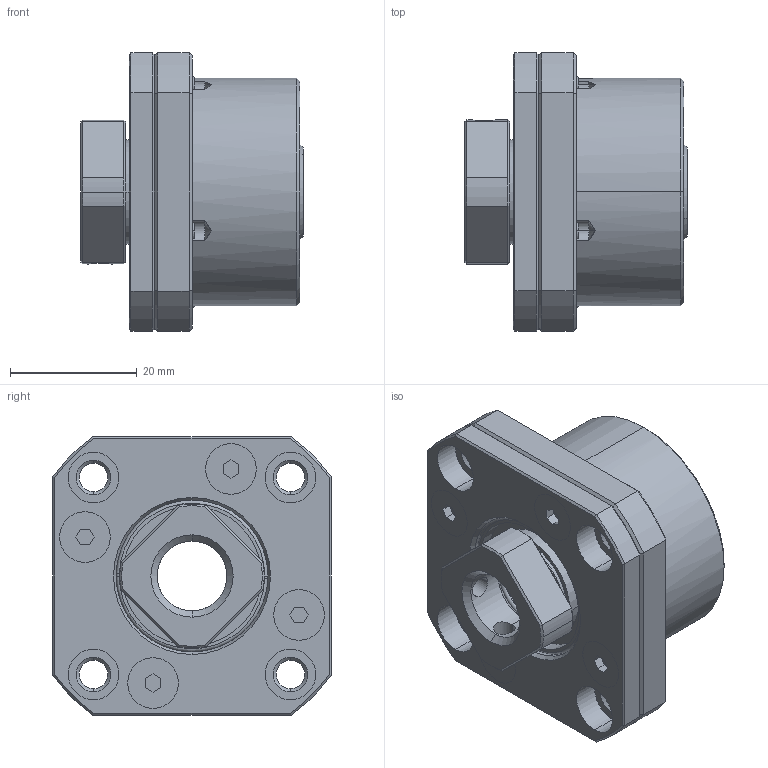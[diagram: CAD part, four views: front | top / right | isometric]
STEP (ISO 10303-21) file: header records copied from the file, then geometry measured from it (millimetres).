
FILE_DESCRIPTION(('HOOPS Exchange Step'),'2;1');
FILE_NAME('export-797CF40F-41CD-43E9-BAEA-ABAADEC97571.stp','2021-05-11T14:55:16+02:00',('Engineering'),('Alibre'),'HOOPS Exchange 2020.1','Alibre','Unknown authorisation');
FILE_SCHEMA( ('AP242_MANAGED_MODEL_BASED_3D_ENGINEERING_MIM_LF {1 0 10303 442 1 1 4 }') );
Length unit declared in the file: millimetre
Products named in the file (40): 3906-19 FK12 Fixed Ballscrew Support Units (C3 quality); 3906-15 FK12 Fixed Ballscrew Support Units (C3 quality); 3906-16 FK12 Fixed Ballscrew Support Units (C3 quality); 3906-29 FK12 Fixed Ballscrew Support Units (C3 quality); 3906-18 FK12 Fixed Ballscrew Support Units (C3 quality); 3906-32 FK12 Fixed Ballscrew Support Units (C3 quality); 3906-40 FK12 Fixed Ballscrew Support Units (C3 quality); 3906-9 FK12 Fixed Ballscrew Support Units (C3 quality); 3906-23 FK12 Fixed Ballscrew Support Units (C3 quality); 3906-1 FK12 Fixed Ballscrew Support Units (C3 quality); 3906-6 FK12 Fixed Ballscrew Support Units (C3 quality); 3906-20 FK12 Fixed Ballscrew Support Units (C3 quality); 3906-10 FK12 Fixed Ballscrew Support Units (C3 quality); 3906-39 FK12 Fixed Ballscrew Support Units (C3 quality); 3906-21 FK12 Fixed Ballscrew Support Units (C3 quality); 3906-37 FK12 Fixed Ballscrew Support Units (C3 quality); 3906-5 FK12 Fixed Ballscrew Support Units (C3 quality); 3906-17 FK12 Fixed Ballscrew Support Units (C3 quality); 3906-31 FK12 Fixed Ballscrew Support Units (C3 quality); 3906-30 FK12 Fixed Ballscrew Support Units (C3 quality); 3906-34 FK12 Fixed Ballscrew Support Units (C3 quality); 3906-8 FK12 Fixed Ballscrew Support Units (C3 quality); 3906-13 FK12 Fixed Ballscrew Support Units (C3 quality); 3906-14 FK12 Fixed Ballscrew Support Units (C3 quality); 3906-26 FK12 Fixed Ballscrew Support Units (C3 quality); 3906-35 FK12 Fixed Ballscrew Support Units (C3 quality); 3906-12 FK12 Fixed Ballscrew Support Units (C3 quality); 3906-27 FK12 Fixed Ballscrew Support Units (C3 quality); 3906-11 FK12 Fixed Ballscrew Support Units (C3 quality); 3906-22 FK12 Fixed Ballscrew Support Units (C3 quality); 3906-3 FK12 Fixed Ballscrew Support Units (C3 quality); 3906-7 FK12 Fixed Ballscrew Support Units (C3 quality); 3906-2 FK12 Fixed Ballscrew Support Units (C3 quality); 3906-28 FK12 Fixed Ballscrew Support Units (C3 quality); 3906-33 FK12 Fixed Ballscrew Support Units (C3 quality); 3906-25 FK12 Fixed Ballscrew Support Units (C3 quality); 3906-24 FK12 Fixed Ballscrew Support Units (C3 quality); 3906-4 FK12 Fixed Ballscrew Support Units (C3 quality); 3906-36 FK12 Fixed Ballscrew Support Units (C3 quality); 3906 FK12 Fixed Ballscrew Support Units (C3 quality) A-mounting style
Assembly tree (39 placements, depth 2):
  3906 FK12 Fixed Ballscrew Support Units (C3 quality) A-mounting style
    3906-19 FK12 Fixed Ballscrew Support Units (C3 quality)
    3906-15 FK12 Fixed Ballscrew Support Units (C3 quality)
    3906-16 FK12 Fixed Ballscrew Support Units (C3 quality)
    3906-29 FK12 Fixed Ballscrew Support Units (C3 quality)
    3906-18 FK12 Fixed Ballscrew Support Units (C3 quality)
    3906-32 FK12 Fixed Ballscrew Support Units (C3 quality)
    3906-40 FK12 Fixed Ballscrew Support Units (C3 quality)
    3906-9 FK12 Fixed Ballscrew Support Units (C3 quality)
    3906-23 FK12 Fixed Ballscrew Support Units (C3 quality)
    3906-1 FK12 Fixed Ballscrew Support Units (C3 quality)
    3906-6 FK12 Fixed Ballscrew Support Units (C3 quality)
    3906-20 FK12 Fixed Ballscrew Support Units (C3 quality)
    3906-10 FK12 Fixed Ballscrew Support Units (C3 quality)
    3906-39 FK12 Fixed Ballscrew Support Units (C3 quality)
    3906-21 FK12 Fixed Ballscrew Support Units (C3 quality)
    3906-37 FK12 Fixed Ballscrew Support Units (C3 quality)
    3906-5 FK12 Fixed Ballscrew Support Units (C3 quality)
    3906-17 FK12 Fixed Ballscrew Support Units (C3 quality)
    3906-31 FK12 Fixed Ballscrew Support Units (C3 quality)
    3906-30 FK12 Fixed Ballscrew Support Units (C3 quality)
    3906-34 FK12 Fixed Ballscrew Support Units (C3 quality)
    3906-8 FK12 Fixed Ballscrew Support Units (C3 quality)
    3906-13 FK12 Fixed Ballscrew Support Units (C3 quality)
    3906-14 FK12 Fixed Ballscrew Support Units (C3 quality)
    3906-26 FK12 Fixed Ballscrew Support Units (C3 quality)
    3906-35 FK12 Fixed Ballscrew Support Units (C3 quality)
    3906-12 FK12 Fixed Ballscrew Support Units (C3 quality)
    3906-27 FK12 Fixed Ballscrew Support Units (C3 quality)
    3906-11 FK12 Fixed Ballscrew Support Units (C3 quality)
    3906-22 FK12 Fixed Ballscrew Support Units (C3 quality)
    3906-3 FK12 Fixed Ballscrew Support Units (C3 quality)
    3906-7 FK12 Fixed Ballscrew Support Units (C3 quality)
    3906-2 FK12 Fixed Ballscrew Support Units (C3 quality)
    3906-28 FK12 Fixed Ballscrew Support Units (C3 quality)
    3906-33 FK12 Fixed Ballscrew Support Units (C3 quality)
    3906-25 FK12 Fixed Ballscrew Support Units (C3 quality)
    3906-24 FK12 Fixed Ballscrew Support Units (C3 quality)
    3906-4 FK12 Fixed Ballscrew Support Units (C3 quality)
    3906-36 FK12 Fixed Ballscrew Support Units (C3 quality)
Bounding box: 35.1 x 44 x 44 mm (x, y, z)
Volume: 28399.3 mm3; surface area: 24200.8 mm2
Topology: 39 solids, 39 shells, 624 faces, 1453 edges, 811 vertices
Faces by surface type: torus 184, cylinder 124, cone 112, plane 104, sphere 96, bspline 4
Entity records: 19475 total; most frequent: CARTESIAN_POINT 4062, DIRECTION 3680, ORIENTED_EDGE 2698, AXIS2_PLACEMENT_3D 1665, EDGE_CURVE 1349, CIRCLE 926, VERTEX_POINT 811, EDGE_LOOP 690
